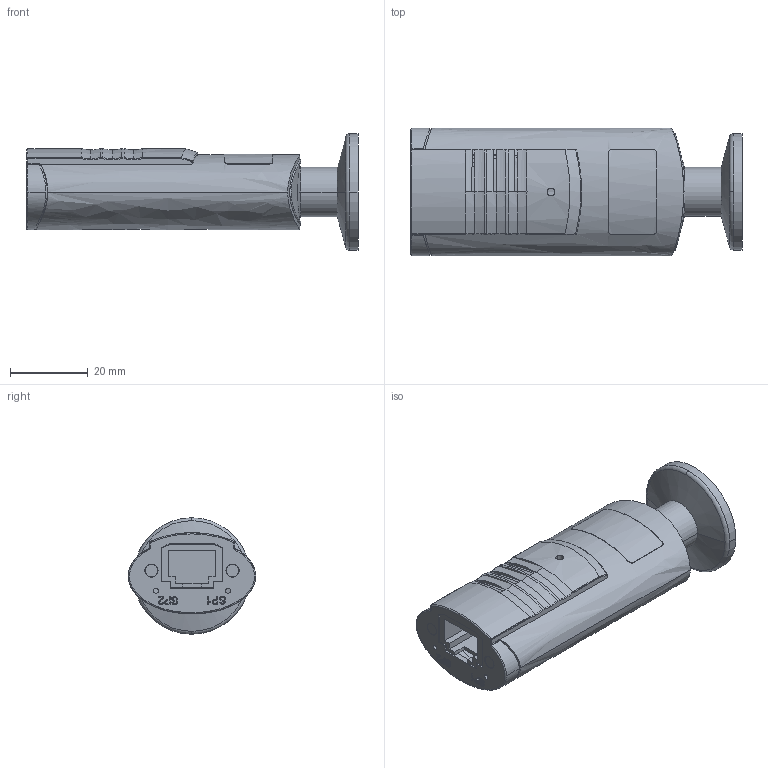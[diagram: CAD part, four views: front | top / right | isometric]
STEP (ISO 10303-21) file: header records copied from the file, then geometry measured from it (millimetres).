
FILE_DESCRIPTION((''),'2;1');
FILE_NAME('350-080.stp','2005-02-03T17:01:49',('BEM'),(''),'Autodesk Inventor 9','Autodesk Inventor 9','');
FILE_SCHEMA(('AUTOMOTIVE_DESIGN { 1 0 10303 214 1 1 1 1 }'));
Length unit declared in the file: millimetre
Products named in the file (1): 350-080
Bounding box: 85.5 x 32.8 x 30 mm (x, y, z)
Volume: 13805.8 mm3; surface area: 19107.5 mm2
Topology: 1 solids, 1 shells, 594 faces, 1718 edges, 1132 vertices
Faces by surface type: plane 231, cylinder 171, bspline 162, cone 22, torus 4, sphere 4
Entity records: 23802 total; most frequent: CARTESIAN_POINT 9317, ORIENTED_EDGE 3432, DIRECTION 2387, EDGE_CURVE 1716, VERTEX_POINT 1132, VECTOR 873, LINE 873, AXIS2_PLACEMENT_3D 757
